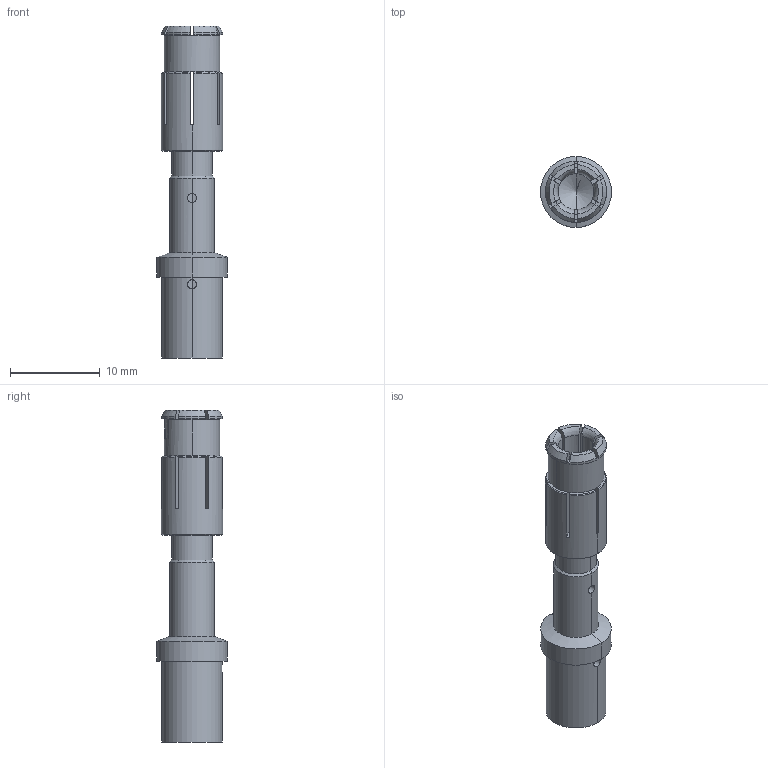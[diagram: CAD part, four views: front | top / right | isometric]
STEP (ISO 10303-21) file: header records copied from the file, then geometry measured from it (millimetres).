
FILE_DESCRIPTION((''),'2;1');
FILE_NAME('SM-36KS003_1605760','2013-10-23T',('vbengel'),(''),'PRO/ENGINEER BY PARAMETRIC TECHNOLOGY CORPORATION, 2012480','PRO/ENGINEER BY PARAMETRIC TECHNOLOGY CORPORATION, 2012480','');
FILE_SCHEMA(('AUTOMOTIVE_DESIGN { 1 0 10303 214 1 1 1 1 }'));
Length unit declared in the file: millimetre
Products named in the file (1): SM-36KS003_1605760
Bounding box: 7.9 x 7.9 x 36.95 mm (x, y, z)
Volume: 622.4 mm3; surface area: 1379 mm2
Topology: 1 solids, 1 shells, 132 faces, 417 edges, 268 vertices
Faces by surface type: plane 49, cone 38, cylinder 35, torus 10
Entity records: 5166 total; most frequent: CARTESIAN_POINT 1317, ORIENTED_EDGE 826, DIRECTION 754, EDGE_CURVE 413, AXIS2_PLACEMENT_3D 274, VERTEX_POINT 268, VECTOR 206, LINE 206
